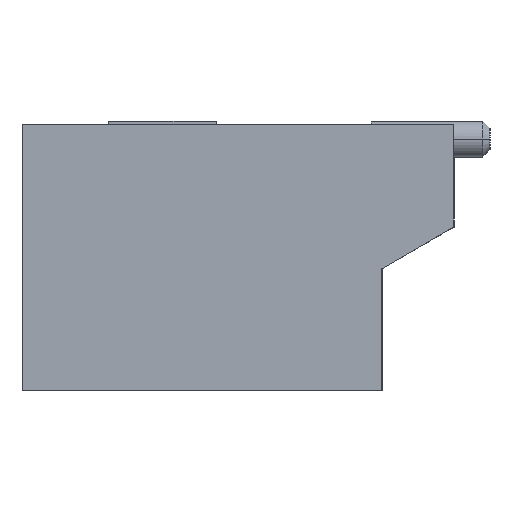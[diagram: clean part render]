
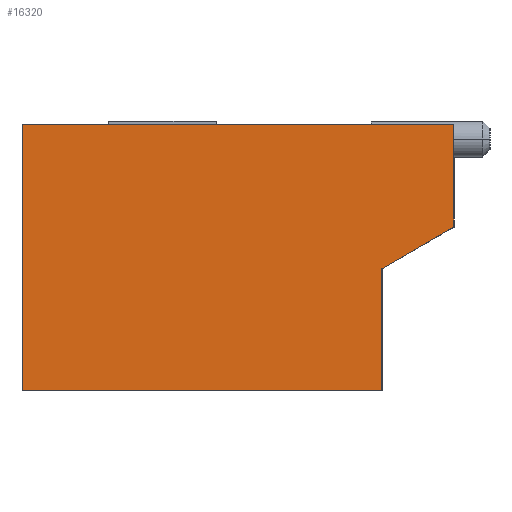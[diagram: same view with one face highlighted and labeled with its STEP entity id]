
A CAD part, left-side view. The second image highlights one B-rep face of the part: STEP entity #16320.
In plain terms, the highlighted planar face has unit normal (-1, 0, 0).
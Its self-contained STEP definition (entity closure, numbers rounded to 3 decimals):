
#9490=CARTESIAN_POINT('',(-13.5,-5.,-0.));
#9500=VERTEX_POINT('',#9490);
#9530=CARTESIAN_POINT('',(-13.5,-5.,1.7));
#9540=DIRECTION('',(0.,0.,-1.));
#9550=VECTOR('',#9540,1.7);
#9560=LINE('',#9530,#9550);
#9570=CARTESIAN_POINT('',(-13.5,-5.,1.7));
#9580=VERTEX_POINT('',#9570);
#9590=EDGE_CURVE('',#9580,#9500,#9560,.T.);
#14660=CARTESIAN_POINT('',(-13.5,0.,3.7));
#14670=VERTEX_POINT('',#14660);
#14700=CARTESIAN_POINT('',(-13.5,0.,3.7));
#14710=DIRECTION('',(0.,0.,-1.));
#14720=VECTOR('',#14710,3.7);
#14730=LINE('',#14700,#14720);
#14740=CARTESIAN_POINT('',(-13.5,0.,0.));
#14750=VERTEX_POINT('',#14740);
#14760=EDGE_CURVE('',#14670,#14750,#14730,.T.);
#15560=CARTESIAN_POINT('',(-13.5,-6.,2.277));
#15570=DIRECTION('',(0.,0.866,-0.5));
#15580=VECTOR('',#15570,1.155);
#15590=LINE('',#15560,#15580);
#15600=CARTESIAN_POINT('',(-13.5,-6.,2.277));
#15610=VERTEX_POINT('',#15600);
#15620=EDGE_CURVE('',#15610,#9580,#15590,.T.);
#16020=CARTESIAN_POINT('',(-13.5,-3.323,0.));
#16030=DIRECTION('',(-1.,-0.,0.));
#16040=DIRECTION('',(0.,-1.,0.));
#16050=AXIS2_PLACEMENT_3D('',#16020,#16030,#16040);
#16060=PLANE('',#16050);
#16070=CARTESIAN_POINT('',(-13.5,-1.1,3.7));
#16080=DIRECTION('',(0.,1.,0.));
#16090=VECTOR('',#16080,1.);
#16100=LINE('',#16070,#16090);
#16110=CARTESIAN_POINT('',(-13.5,-6.,3.7));
#16120=VERTEX_POINT('',#16110);
#16130=EDGE_CURVE('',#16120,#14670,#16100,.T.);
#16140=ORIENTED_EDGE('',*,*,#16130,.T.);
#16150=CARTESIAN_POINT('',(-13.5,-6.,2.277));
#16160=DIRECTION('',(0.,0.,1.));
#16170=VECTOR('',#16160,1.423);
#16180=LINE('',#16150,#16170);
#16190=EDGE_CURVE('',#15610,#16120,#16180,.T.);
#16200=ORIENTED_EDGE('',*,*,#16190,.T.);
#16210=ORIENTED_EDGE('',*,*,#15620,.F.);
#16220=ORIENTED_EDGE('',*,*,#9590,.F.);
#16230=CARTESIAN_POINT('',(-13.5,0.,0.));
#16240=DIRECTION('',(0.,-1.,0.));
#16250=VECTOR('',#16240,0.927);
#16260=LINE('',#16230,#16250);
#16270=EDGE_CURVE('',#14750,#9500,#16260,.T.);
#16280=ORIENTED_EDGE('',*,*,#16270,.T.);
#16290=ORIENTED_EDGE('',*,*,#14760,.T.);
#16300=EDGE_LOOP('',(#16290,#16280,#16220,#16210,#16200,#16140));
#16310=FACE_OUTER_BOUND('',#16300,.T.);
#16320=ADVANCED_FACE('',(#16310),#16060,.T.);
